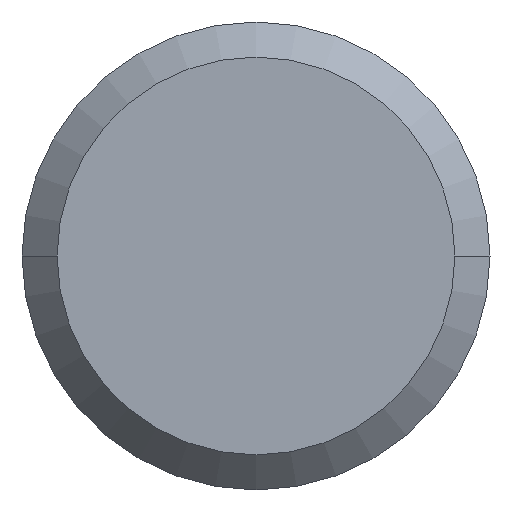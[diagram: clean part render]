
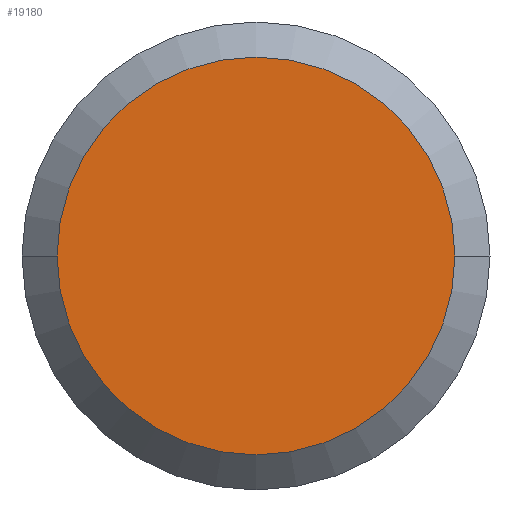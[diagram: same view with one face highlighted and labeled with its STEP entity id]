
A CAD part, front view. The second image highlights one B-rep face of the part: STEP entity #19180.
In plain terms, the highlighted planar face has unit normal (0, -1, 0).
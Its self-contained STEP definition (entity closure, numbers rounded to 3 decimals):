
#3640=CARTESIAN_POINT('',(34.026,-5378.908,0.));
#3650=VERTEX_POINT('',#3640);
#3730=CARTESIAN_POINT('',(68.026,-5378.908,0.));
#3740=VERTEX_POINT('',#3730);
#3770=CARTESIAN_POINT('',(51.026,-5378.908,0.));
#3780=DIRECTION('',(0.,1.,0.));
#3790=DIRECTION('',(1.,0.,0.));
#3800=AXIS2_PLACEMENT_3D('',#3770,#3780,#3790);
#3810=CIRCLE('',#3800,17.);
#3820=EDGE_CURVE('',#3650,#3740,#3810,.T.);
#19080=CARTESIAN_POINT('',(62.626,-5378.908,0.));
#19090=DIRECTION('',(-0.,-1.,-0.));
#19100=DIRECTION('',(-1.,0.,0.));
#19110=AXIS2_PLACEMENT_3D('',#19080,#19090,#19100);
#19120=PLANE('',#19110);
#19130=EDGE_CURVE('',#3740,#3650,#3810,.T.);
#19140=ORIENTED_EDGE('',*,*,#19130,.F.);
#19150=ORIENTED_EDGE('',*,*,#3820,.F.);
#19160=EDGE_LOOP('',(#19150,#19140));
#19170=FACE_OUTER_BOUND('',#19160,.T.);
#19180=ADVANCED_FACE('',(#19170),#19120,.T.);
